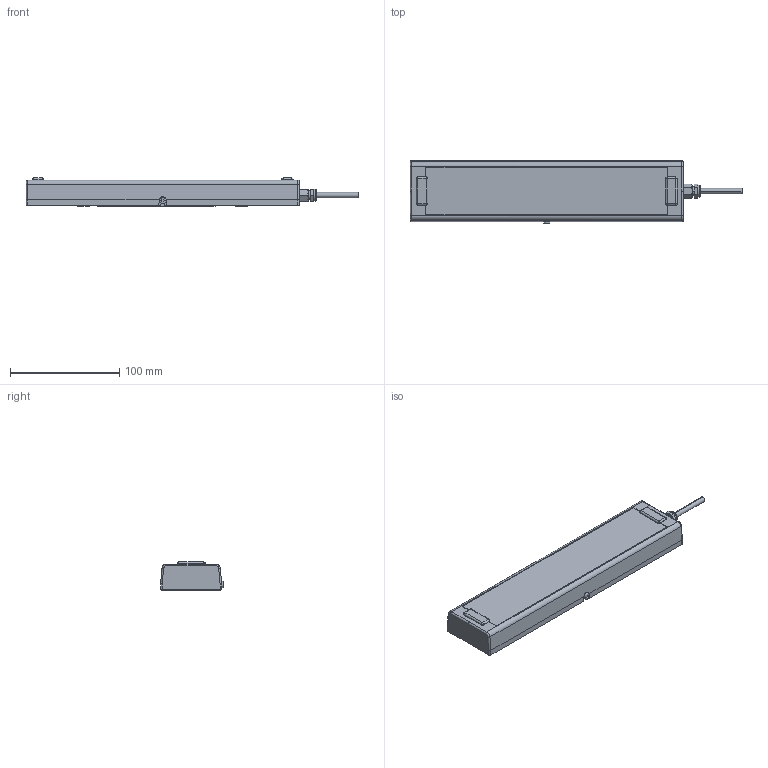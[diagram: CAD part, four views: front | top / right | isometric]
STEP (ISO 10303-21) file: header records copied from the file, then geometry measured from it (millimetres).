
FILE_DESCRIPTION (( 'STEP AP214' ), '1' );
FILE_NAME ('CLK2S-24AG-CD.step', '2019-03-26T15:47:25', ( '' ), ( '' ), 'SwSTEP 2.0', 'SolidWorks 2018', '' );
FILE_SCHEMA (( 'AUTOMOTIVE_DESIGN' ));
Length unit declared in the file: inch
Products named in the file (1): CLK2S-24AG-CD
Bounding box: 303.6 x 57.6 x 25.7 mm (x, y, z)
Volume: 235970.4 mm3; surface area: 72687.5 mm2
Topology: 5 solids, 5 shells, 303 faces, 775 edges, 488 vertices
Faces by surface type: plane 138, cylinder 74, bspline 70, cone 21
Entity records: 15457 total; most frequent: CARTESIAN_POINT 4887, ORIENTED_EDGE 1534, DIRECTION 1248, EDGE_CURVE 767, VERTEX_POINT 488, AXIS2_PLACEMENT_3D 423, VECTOR 402, LINE 402
